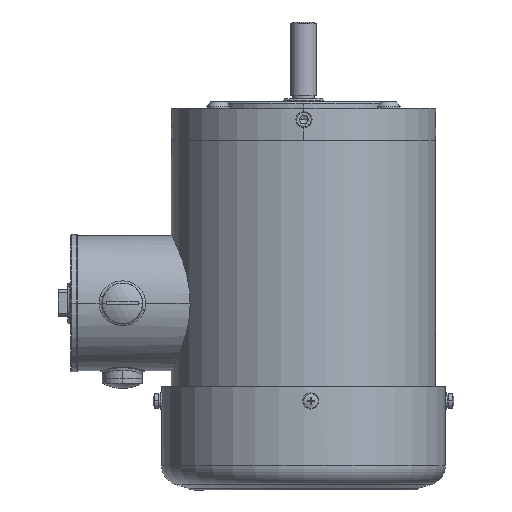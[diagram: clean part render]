
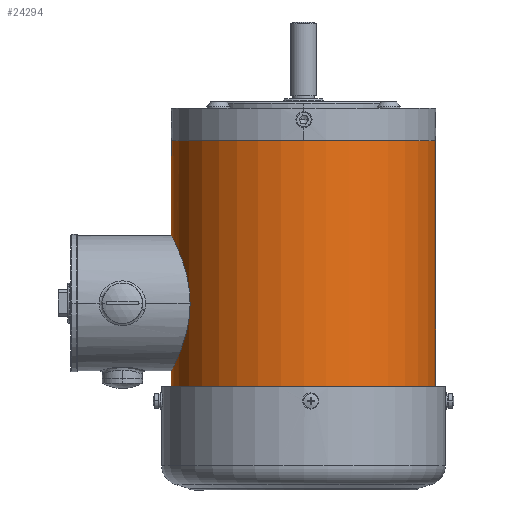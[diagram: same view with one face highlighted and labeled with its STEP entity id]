
A CAD part, front view. The second image highlights one B-rep face of the part: STEP entity #24294.
In plain terms, the highlighted cylindrical face has radius 82 mm (diameter 164 mm), a partial arc.
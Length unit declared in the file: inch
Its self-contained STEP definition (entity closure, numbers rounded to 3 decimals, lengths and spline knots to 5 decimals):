
#117 = EDGE_CURVE ( 'NONE', #24698, #16325, #13931, .T. ) ;
#1264 = CARTESIAN_POINT ( 'NONE',  ( -3.16862, -0.61821, -4.22259 ) ) ;
#1742 = CARTESIAN_POINT ( 'NONE',  ( -3.15875, -0.66679, -4.70677 ) ) ;
#2551 = VECTOR ( 'NONE', #51513, 39.37008 ) ;
#2915 = CARTESIAN_POINT ( 'NONE',  ( -3.1749, -0.58515, -4.89196 ) ) ;
#3394 = CARTESIAN_POINT ( 'NONE',  ( -3.15397, -0.68898, -4.52756 ) ) ;
#4125 = EDGE_CURVE ( 'NONE', #11581, #26733, #25652, .T. ) ;
#4814 = DIRECTION ( 'NONE',  ( 1., 0., 0. ) ) ;
#5353 = CARTESIAN_POINT ( 'NONE',  ( 3.22835, 0., -6.10236 ) ) ;
#5535 = CARTESIAN_POINT ( 'NONE',  ( -3.20331, -0.40171, -3.96736 ) ) ;
#5822 = CARTESIAN_POINT ( 'NONE',  ( -3.22461, -0.15676, -3.85628 ) ) ;
#6772 = CARTESIAN_POINT ( 'NONE',  ( -3.22643, -0.11344, -5.20751 ) ) ;
#7080 = CARTESIAN_POINT ( 'NONE',  ( -3.17938, -0.56026, -4.92918 ) ) ;
#7084 = ORIENTED_EDGE ( 'NONE', *, *, #10356, .T. ) ;
#7352 = CARTESIAN_POINT ( 'NONE',  ( -3.22715, -0.09088, -5.2109 ) ) ;
#7363 = CARTESIAN_POINT ( 'NONE',  ( -3.22835, 0., -6.10236 ) ) ;
#9853 = CARTESIAN_POINT ( 'NONE',  ( -3.15494, -0.68459, -4.43766 ) ) ;
#10242 = DIRECTION ( 'NONE',  ( 0., 0., 1. ) ) ;
#10349 = CIRCLE ( 'NONE', #34869, 3.22835 ) ;
#10356 = EDGE_CURVE ( 'NONE', #49055, #26733, #11652, .T. ) ;
#10374 = AXIS2_PLACEMENT_3D ( 'NONE', #36810, #10242, #28537 ) ;
#10477 = B_SPLINE_CURVE_WITH_KNOTS ( 'NONE', 3,
 ( #23256, #28250, #36256, #5822, #45141, #41290, #14403, #54588, #32394, #5535, #37420, #55465, #19278, #28136, #40877, #32849, #14003, #1264, #45905, #37300, #55061, #46195, #55354, #9853, #32574, #27848 ),
 .UNSPECIFIED., .F., .F.,
 ( 4, 2, 2, 2, 2, 2, 2, 2, 2, 2, 2, 2, 4 ),
 ( 0.05486, 0.05829, 0.06, 0.06172, 0.06515, 0.06686, 0.06858, 0.07201, 0.07372, 0.07544, 0.07715, 0.07887, 0.0823 ),
 .UNSPECIFIED. ) ;
#11488 = CARTESIAN_POINT ( 'NONE',  ( -3.2281, -0.04555, -5.21541 ) ) ;
#11581 = VERTEX_POINT ( 'NONE', #16227 ) ;
#11652 = B_SPLINE_CURVE_WITH_KNOTS ( 'NONE', 3,
 ( #37483, #19463, #33030, #51109, #42238, #1742, #29195, #47855, #16493, #15910, #2915, #7080, #34516, #25943, #16771, #43981, #51975, #43122, #47568, #34792, #39249, #47259, #20616, #6772, #7352, #11488, #11795, #56409 ),
 .UNSPECIFIED., .F., .F.,
 ( 4, 2, 2, 2, 2, 2, 2, 2, 2, 2, 2, 2, 2, 4 ),
 ( 0.0823, 0.08401, 0.08572, 0.08915, 0.09086, 0.09258, 0.09429, 0.096, 0.09943, 0.10114, 0.10286, 0.10628, 0.108, 0.10971 ),
 .UNSPECIFIED. ) ;
#11795 = CARTESIAN_POINT ( 'NONE',  ( -3.22835, -0.02281, -5.21654 ) ) ;
#12452 = CARTESIAN_POINT ( 'NONE',  ( 3.22835, 0., 0. ) ) ;
#12810 = ORIENTED_EDGE ( 'NONE', *, *, #117, .T. ) ;
#13931 = LINE ( 'NONE', #5353, #46414 ) ;
#14003 = CARTESIAN_POINT ( 'NONE',  ( -3.17269, -0.597, -4.1829 ) ) ;
#14403 = CARTESIAN_POINT ( 'NONE',  ( -3.21922, -0.24352, -3.88266 ) ) ;
#15910 = CARTESIAN_POINT ( 'NONE',  ( -3.17274, -0.5967, -4.87273 ) ) ;
#16102 = AXIS2_PLACEMENT_3D ( 'NONE', #27526, #53595, #4814 ) ;
#16227 = CARTESIAN_POINT ( 'NONE',  ( -3.22835, 0., -6.10236 ) ) ;
#16325 = VERTEX_POINT ( 'NONE', #12452 ) ;
#16493 = CARTESIAN_POINT ( 'NONE',  ( -3.16866, -0.61798, -4.83299 ) ) ;
#16505 = VECTOR ( 'NONE', #56129, 39.37008 ) ;
#16771 = CARTESIAN_POINT ( 'NONE',  ( -3.18893, -0.50322, -4.99869 ) ) ;
#19278 = CARTESIAN_POINT ( 'NONE',  ( -3.19376, -0.47157, -4.02475 ) ) ;
#19463 = CARTESIAN_POINT ( 'NONE',  ( -3.15397, -0.68898, -4.55008 ) ) ;
#19466 = VERTEX_POINT ( 'NONE', #42177 ) ;
#20616 = CARTESIAN_POINT ( 'NONE',  ( -3.22364, -0.17982, -5.19419 ) ) ;
#23162 = EDGE_CURVE ( 'NONE', #16325, #19466, #10349, .T. ) ;
#23256 = CARTESIAN_POINT ( 'NONE',  ( -3.22835, 0., -3.83858 ) ) ;
#23350 = DIRECTION ( 'NONE',  ( 0., 0., 1. ) ) ;
#24294 = ADVANCED_FACE ( 'NONE', ( #26680 ), #45293, .T. ) ;
#24698 = VERTEX_POINT ( 'NONE', #37434 ) ;
#25652 = LINE ( 'NONE', #7363, #16505 ) ;
#25943 = CARTESIAN_POINT ( 'NONE',  ( -3.18648, -0.51844, -4.98189 ) ) ;
#26680 = FACE_OUTER_BOUND ( 'NONE', #52458, .T. ) ;
#26733 = VERTEX_POINT ( 'NONE', #47882 ) ;
#27526 = CARTESIAN_POINT ( 'NONE',  ( 0., 0., -6.10236 ) ) ;
#27848 = CARTESIAN_POINT ( 'NONE',  ( -3.15397, -0.68898, -4.52756 ) ) ;
#28136 = CARTESIAN_POINT ( 'NONE',  ( -3.1865, -0.51908, -4.07231 ) ) ;
#28250 = CARTESIAN_POINT ( 'NONE',  ( -3.22835, -0.04568, -3.83858 ) ) ;
#28537 = DIRECTION ( 'NONE',  ( 1., 0., 0. ) ) ;
#29195 = CARTESIAN_POINT ( 'NONE',  ( -3.16151, -0.65373, -4.74975 ) ) ;
#32394 = CARTESIAN_POINT ( 'NONE',  ( -3.21002, -0.34561, -3.92984 ) ) ;
#32574 = CARTESIAN_POINT ( 'NONE',  ( -3.15397, -0.68898, -4.48246 ) ) ;
#32849 = CARTESIAN_POINT ( 'NONE',  ( -3.17487, -0.58532, -4.16341 ) ) ;
#33030 = CARTESIAN_POINT ( 'NONE',  ( -3.15421, -0.68787, -4.57268 ) ) ;
#33445 = CARTESIAN_POINT ( 'NONE',  ( -3.22835, 0., -6.10236 ) ) ;
#34516 = CARTESIAN_POINT ( 'NONE',  ( -3.18171, -0.54692, -4.94716 ) ) ;
#34792 = CARTESIAN_POINT ( 'NONE',  ( -3.2139, -0.30569, -5.14542 ) ) ;
#34869 = AXIS2_PLACEMENT_3D ( 'NONE', #56277, #40199, #53517 ) ;
#34944 = ORIENTED_EDGE ( 'NONE', *, *, #54192, .T. ) ;
#36256 = CARTESIAN_POINT ( 'NONE',  ( -3.22738, -0.09056, -3.84308 ) ) ;
#36810 = CARTESIAN_POINT ( 'NONE',  ( 0., 0., -6.10236 ) ) ;
#37300 = CARTESIAN_POINT ( 'NONE',  ( -3.16327, -0.645, -4.28432 ) ) ;
#37420 = CARTESIAN_POINT ( 'NONE',  ( -3.20096, -0.41997, -3.98091 ) ) ;
#37434 = CARTESIAN_POINT ( 'NONE',  ( 3.22835, 0., -6.10236 ) ) ;
#37483 = CARTESIAN_POINT ( 'NONE',  ( -3.15397, -0.68898, -4.52756 ) ) ;
#37675 = EDGE_CURVE ( 'NONE', #11581, #24698, #39582, .T. ) ;
#39204 = CARTESIAN_POINT ( 'NONE',  ( -3.22835, 0., -3.83858 ) ) ;
#39249 = CARTESIAN_POINT ( 'NONE',  ( -3.2158, -0.28512, -5.15518 ) ) ;
#39582 = CIRCLE ( 'NONE', #10374, 3.22835 ) ;
#40199 = DIRECTION ( 'NONE',  ( 0., 0., -1. ) ) ;
#40877 = CARTESIAN_POINT ( 'NONE',  ( -3.18168, -0.54755, -4.10693 ) ) ;
#41290 = CARTESIAN_POINT ( 'NONE',  ( -3.22078, -0.222, -3.87494 ) ) ;
#42177 = CARTESIAN_POINT ( 'NONE',  ( -3.22835, 0., 0. ) ) ;
#42238 = CARTESIAN_POINT ( 'NONE',  ( -3.15591, -0.68003, -4.64047 ) ) ;
#43122 = CARTESIAN_POINT ( 'NONE',  ( -3.20772, -0.36483, -5.11244 ) ) ;
#43981 = CARTESIAN_POINT ( 'NONE',  ( -3.19625, -0.45527, -5.04665 ) ) ;
#44699 = ORIENTED_EDGE ( 'NONE', *, *, #48406, .F. ) ;
#45141 = CARTESIAN_POINT ( 'NONE',  ( -3.22347, -0.17864, -3.86176 ) ) ;
#45293 = CYLINDRICAL_SURFACE ( 'NONE', #16102, 3.22835 ) ;
#45905 = CARTESIAN_POINT ( 'NONE',  ( -3.16673, -0.62781, -4.24287 ) ) ;
#46195 = CARTESIAN_POINT ( 'NONE',  ( -3.15897, -0.66574, -4.34869 ) ) ;
#46414 = VECTOR ( 'NONE', #23350, 39.37008 ) ;
#47259 = CARTESIAN_POINT ( 'NONE',  ( -3.22092, -0.22273, -5.18109 ) ) ;
#47568 = CARTESIAN_POINT ( 'NONE',  ( -3.20986, -0.34557, -5.12403 ) ) ;
#47855 = CARTESIAN_POINT ( 'NONE',  ( -3.16674, -0.62776, -4.81238 ) ) ;
#47882 = CARTESIAN_POINT ( 'NONE',  ( -3.22835, 0., -5.21654 ) ) ;
#48406 = EDGE_CURVE ( 'NONE', #53320, #19466, #55918, .T. ) ;
#49055 = VERTEX_POINT ( 'NONE', #3394 ) ;
#50903 = ORIENTED_EDGE ( 'NONE', *, *, #23162, .T. ) ;
#51109 = CARTESIAN_POINT ( 'NONE',  ( -3.15519, -0.68339, -4.61802 ) ) ;
#51513 = DIRECTION ( 'NONE',  ( 0., 0., 1. ) ) ;
#51975 = CARTESIAN_POINT ( 'NONE',  ( -3.20104, -0.42066, -5.07505 ) ) ;
#52458 = EDGE_LOOP ( 'NONE', ( #55737, #58148, #12810, #50903, #44699, #34944, #7084 ) ) ;
#53320 = VERTEX_POINT ( 'NONE', #39204 ) ;
#53517 = DIRECTION ( 'NONE',  ( 1., 0., 0. ) ) ;
#53595 = DIRECTION ( 'NONE',  ( 0., 0., 1. ) ) ;
#54192 = EDGE_CURVE ( 'NONE', #53320, #49055, #10477, .T. ) ;
#54588 = CARTESIAN_POINT ( 'NONE',  ( -3.21408, -0.30607, -3.90865 ) ) ;
#55061 = CARTESIAN_POINT ( 'NONE',  ( -3.16171, -0.65259, -4.30548 ) ) ;
#55354 = CARTESIAN_POINT ( 'NONE',  ( -3.15778, -0.67131, -4.37088 ) ) ;
#55465 = CARTESIAN_POINT ( 'NONE',  ( -3.19618, -0.45492, -4.00964 ) ) ;
#55737 = ORIENTED_EDGE ( 'NONE', *, *, #4125, .F. ) ;
#55918 = LINE ( 'NONE', #33445, #2551 ) ;
#56129 = DIRECTION ( 'NONE',  ( 0., 0., 1. ) ) ;
#56277 = CARTESIAN_POINT ( 'NONE',  ( 0., 0., 0. ) ) ;
#56409 = CARTESIAN_POINT ( 'NONE',  ( -3.22835, 0., -5.21654 ) ) ;
#58148 = ORIENTED_EDGE ( 'NONE', *, *, #37675, .T. ) ;
